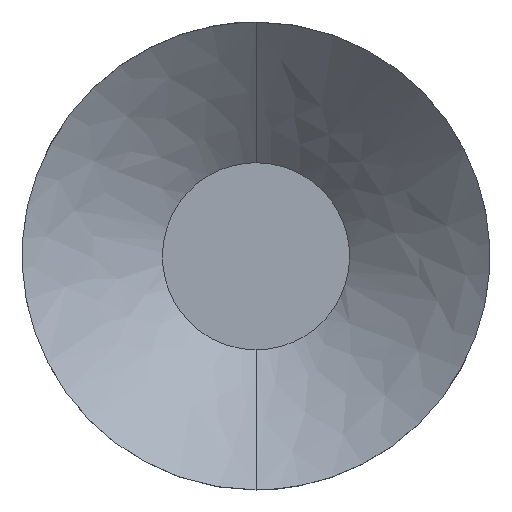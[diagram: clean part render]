
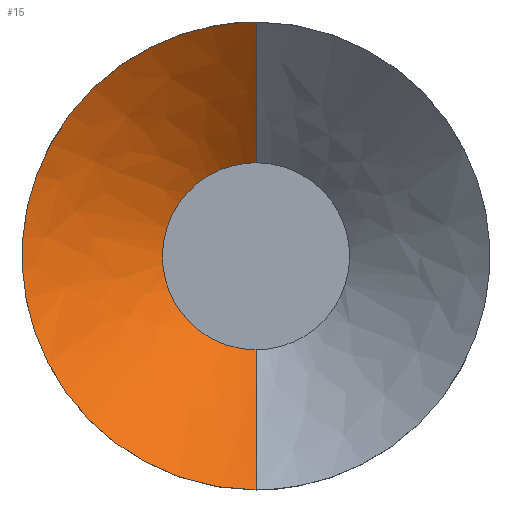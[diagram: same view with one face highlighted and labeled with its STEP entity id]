
A CAD part, top view. The second image highlights one B-rep face of the part: STEP entity #15.
In plain terms, the highlighted free-form (B-spline) face has degree [2, 1] with [5, 2] control points.
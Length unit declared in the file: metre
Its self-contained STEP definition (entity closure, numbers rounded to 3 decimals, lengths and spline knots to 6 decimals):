
#15=ADVANCED_FACE('',(#20),#74,.T.);
#20=FACE_OUTER_BOUND('',#25,.T.);
#25=EDGE_LOOP('',(#33,#34,#35,#36));
#33=ORIENTED_EDGE('',*,*,#48,.F.);
#34=ORIENTED_EDGE('',*,*,#49,.F.);
#35=ORIENTED_EDGE('',*,*,#50,.T.);
#36=ORIENTED_EDGE('',*,*,#47,.T.);
#47=EDGE_CURVE('',#67,#68,#61,.T.);
#48=EDGE_CURVE('',#69,#68,#57,.T.);
#49=EDGE_CURVE('',#70,#69,#62,.T.);
#50=EDGE_CURVE('',#70,#67,#58,.T.);
#57=B_SPLINE_CURVE_WITH_KNOTS('',1,(#212,#213),.UNSPECIFIED.,.F.,.F.,(2,
2),(0.,15.475797),.UNSPECIFIED.);
#58=B_SPLINE_CURVE_WITH_KNOTS('',1,(#219,#220),.UNSPECIFIED.,.F.,.F.,(2,
2),(0.,15.475797),.UNSPECIFIED.);
#61=(
BOUNDED_CURVE()
B_SPLINE_CURVE(2,(#207,#208,#209,#210,#211),.UNSPECIFIED.,.F.,.F.)
B_SPLINE_CURVE_WITH_KNOTS((3,2,3),(0.,30.921188,61.842375),
 .UNSPECIFIED.)
CURVE()
GEOMETRIC_REPRESENTATION_ITEM()
RATIONAL_B_SPLINE_CURVE((1.,0.707,1.,0.707,1.))
REPRESENTATION_ITEM('')
);
#62=(
BOUNDED_CURVE()
B_SPLINE_CURVE(2,(#214,#215,#216,#217,#218),.UNSPECIFIED.,.F.,.F.)
B_SPLINE_CURVE_WITH_KNOTS((3,2,3),(0.,12.368475,24.73695),
 .UNSPECIFIED.)
CURVE()
GEOMETRIC_REPRESENTATION_ITEM()
RATIONAL_B_SPLINE_CURVE((1.,0.707,1.,0.707,1.))
REPRESENTATION_ITEM('')
);
#67=VERTEX_POINT('',#201);
#68=VERTEX_POINT('',#202);
#69=VERTEX_POINT('',#203);
#70=VERTEX_POINT('',#204);
#74=(
BOUNDED_SURFACE()
B_SPLINE_SURFACE(2,1,((#179,#180),(#181,#182),(#183,#184),(#185,#186),(#187,
#188)),.UNSPECIFIED.,.F.,.F.,.F.)
B_SPLINE_SURFACE_WITH_KNOTS((3,2,3),(2,2),(1.570796,3.141593,
4.712389),(0.,15.475797),.UNSPECIFIED.)
GEOMETRIC_REPRESENTATION_ITEM()
RATIONAL_B_SPLINE_SURFACE(((1.,1.),(0.707,0.707),
(1.,1.),(0.707,0.707),(1.,1.)))
REPRESENTATION_ITEM('')
SURFACE()
);
#179=CARTESIAN_POINT('',(0.,0.2,-0.44438));
#180=CARTESIAN_POINT('',(0.,0.5,-0.19038));
#181=CARTESIAN_POINT('',(-0.2,0.2,-0.44438));
#182=CARTESIAN_POINT('',(-0.5,0.5,-0.19038));
#183=CARTESIAN_POINT('',(-0.2,0.,-0.44438));
#184=CARTESIAN_POINT('',(-0.5,0.,-0.19038));
#185=CARTESIAN_POINT('',(-0.2,-0.2,-0.44438));
#186=CARTESIAN_POINT('',(-0.5,-0.5,-0.19038));
#187=CARTESIAN_POINT('',(0.,-0.2,-0.44438));
#188=CARTESIAN_POINT('',(0.,-0.5,-0.19038));
#201=CARTESIAN_POINT('',(0.,-0.5,-0.19038));
#202=CARTESIAN_POINT('',(0.,0.5,-0.19038));
#203=CARTESIAN_POINT('',(0.,0.2,-0.44438));
#204=CARTESIAN_POINT('',(0.,-0.2,-0.44438));
#207=CARTESIAN_POINT('',(0.,-0.5,-0.19038));
#208=CARTESIAN_POINT('',(-0.5,-0.5,-0.19038));
#209=CARTESIAN_POINT('',(-0.5,0.,-0.19038));
#210=CARTESIAN_POINT('',(-0.5,0.5,-0.19038));
#211=CARTESIAN_POINT('',(0.,0.5,-0.19038));
#212=CARTESIAN_POINT('',(0.,0.2,-0.44438));
#213=CARTESIAN_POINT('',(0.,0.5,-0.19038));
#214=CARTESIAN_POINT('',(0.,-0.2,-0.44438));
#215=CARTESIAN_POINT('',(-0.2,-0.2,-0.44438));
#216=CARTESIAN_POINT('',(-0.2,0.,-0.44438));
#217=CARTESIAN_POINT('',(-0.2,0.2,-0.44438));
#218=CARTESIAN_POINT('',(0.,0.2,-0.44438));
#219=CARTESIAN_POINT('',(0.,-0.2,-0.44438));
#220=CARTESIAN_POINT('',(0.,-0.5,-0.19038));
